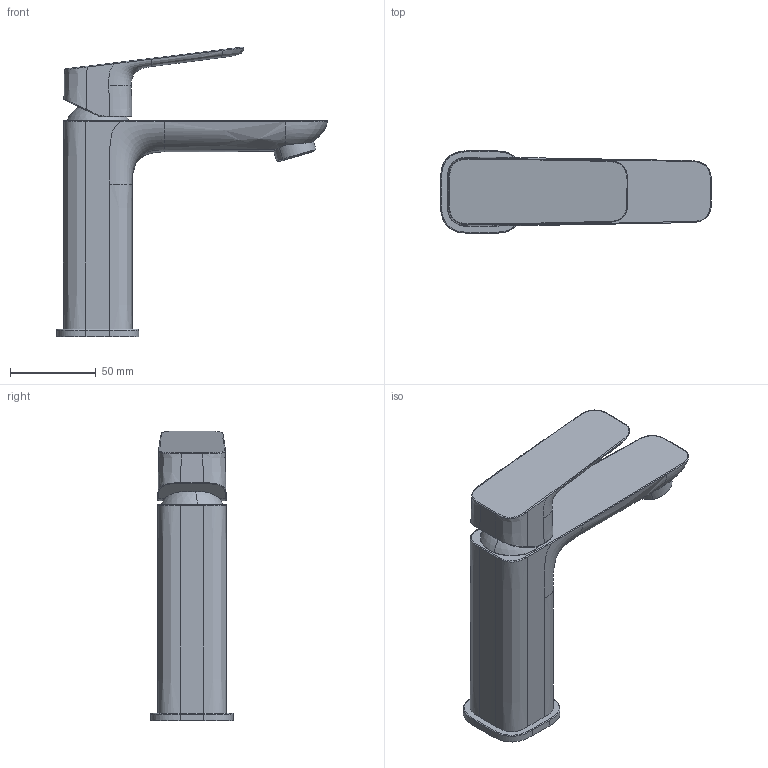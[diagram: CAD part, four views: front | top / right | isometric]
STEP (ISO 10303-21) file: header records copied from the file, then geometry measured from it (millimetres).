
FILE_DESCRIPTION(/* description */ ('AP214 STEP file'),/* implementation_level */ '2;1');
FILE_NAME(/* name */ '1017550000_out.stp',/* time_stamp */ '2024-01-12T10:40:34+01:00',/* author */ (''),/* organization */ (''),/* preprocessor_version */ 'ST-DEVELOPER v18.1',/* originating_system */ 'Elysium Co. Ltd. STEP Translator v8.3.0.0',/* authorisation */ '');
FILE_SCHEMA (('AUTOMOTIVE_DESIGN { 1 0 10303 214 3 1 1 }'));
Length unit declared in the file: millimetre
Products named in the file (1): Asm3_extract
Bounding box: 158.03 x 48.08 x 169.1 mm (x, y, z)
Volume: 308868.2 mm3; surface area: 46966.5 mm2
Topology: 2 solids, 2 shells, 146 faces, 410 edges, 274 vertices
Faces by surface type: bspline 52, cylinder 40, plane 19, cone 18, extrusion 7, torus 6, sphere 4
Entity records: 14107 total; most frequent: CARTESIAN_POINT 10876, ORIENTED_EDGE 820, EDGE_CURVE 410, STYLED_ITEM 292, B_SPLINE_CURVE_WITH_KNOTS 279, VERTEX_POINT 274, AXIS2_PLACEMENT_3D 173, DIRECTION 163
